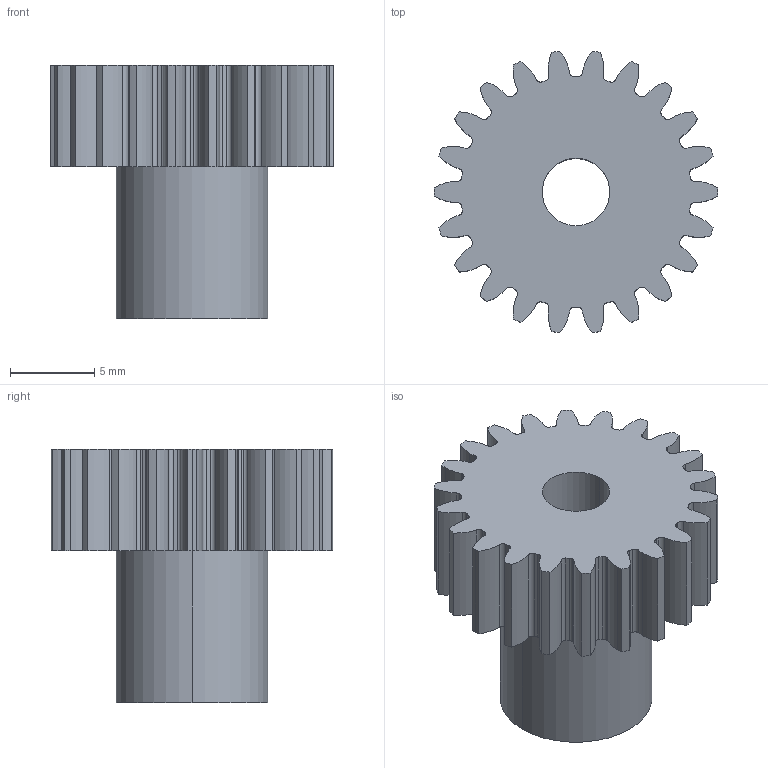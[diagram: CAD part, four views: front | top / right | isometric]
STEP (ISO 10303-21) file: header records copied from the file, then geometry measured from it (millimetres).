
FILE_DESCRIPTION (( 'STEP AP214' ), '1' );
FILE_NAME ('119-007-022.step', '2010-07-19T14:15:53', ( 'WMH Herion Antriebstechnik GmbH' ), ( 'WMH Herion Antriebstechnik GmbH' ), 'SwSTEP 2.0', 'SolidWorks 2010', '' );
FILE_SCHEMA (( 'AUTOMOTIVE_DESIGN' ));
Length unit declared in the file: millimetre
Products named in the file (1): 119-007-022
Bounding box: 16.8 x 16.69 x 15 mm (x, y, z)
Volume: 1484.1 mm3; surface area: 1358.1 mm2
Topology: 1 solids, 1 shells, 154 faces, 453 edges, 302 vertices
Faces by surface type: cylinder 151, plane 3
Entity records: 5357 total; most frequent: DIRECTION 1065, CARTESIAN_POINT 910, ORIENTED_EDGE 906, AXIS2_PLACEMENT_3D 457, EDGE_CURVE 453, VERTEX_POINT 302, CIRCLE 302, EDGE_LOOP 157
